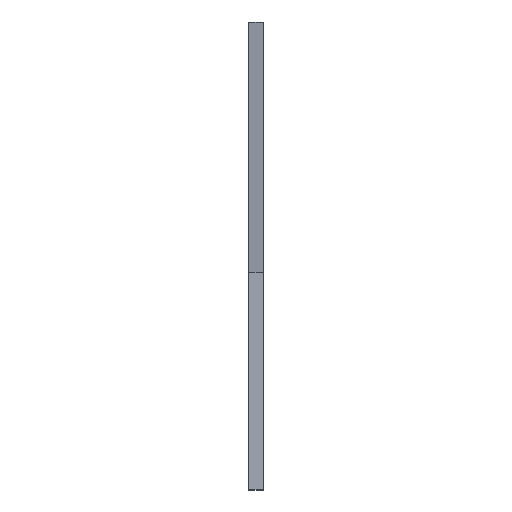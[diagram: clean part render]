
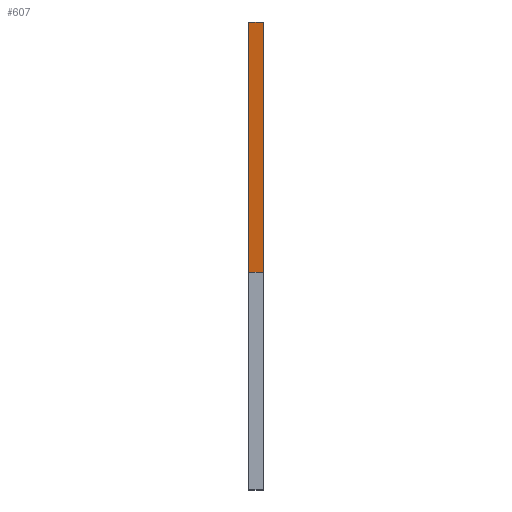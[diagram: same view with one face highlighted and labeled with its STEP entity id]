
A CAD part, front view. The second image highlights one B-rep face of the part: STEP entity #607.
In plain terms, the highlighted planar face has unit normal (0, -0.179, 0.984).
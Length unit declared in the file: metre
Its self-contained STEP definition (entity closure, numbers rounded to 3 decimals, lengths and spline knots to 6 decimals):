
#120=ORIENTED_EDGE('',*,*,#270,.T.);
#121=ORIENTED_EDGE('',*,*,#271,.F.);
#122=ORIENTED_EDGE('',*,*,#259,.F.);
#123=ORIENTED_EDGE('',*,*,#269,.T.);
#259=EDGE_CURVE('',#336,#337,#379,.T.);
#269=EDGE_CURVE('',#336,#343,#389,.T.);
#270=EDGE_CURVE('',#343,#344,#390,.T.);
#271=EDGE_CURVE('',#337,#344,#391,.T.);
#336=VERTEX_POINT('',#955);
#337=VERTEX_POINT('',#957);
#343=VERTEX_POINT('',#975);
#344=VERTEX_POINT('',#979);
#379=LINE('',#956,#421);
#389=LINE('',#976,#431);
#390=LINE('',#978,#432);
#391=LINE('',#980,#433);
#421=VECTOR('',#768,1.);
#431=VECTOR('',#784,1.);
#432=VECTOR('',#787,1.);
#433=VECTOR('',#788,1.);
#469=EDGE_LOOP('',(#120,#121,#122,#123));
#537=FACE_BOUND('',#469,.T.);
#593=PLANE('',#670);
#607=ADVANCED_FACE('',(#537),#593,.F.);
#670=AXIS2_PLACEMENT_3D('',#977,#785,#786);
#768=DIRECTION('',(0.,0.984,0.179));
#784=DIRECTION('',(1.,0.,0.));
#785=DIRECTION('',(0.,0.179,-0.984));
#786=DIRECTION('',(0.,0.984,0.179));
#787=DIRECTION('',(0.,0.984,0.179));
#788=DIRECTION('',(1.,0.,0.));
#955=CARTESIAN_POINT('',(-0.339292,-0.734659,0.058322));
#956=CARTESIAN_POINT('',(-0.339292,-0.504942,0.100175));
#957=CARTESIAN_POINT('',(-0.339292,-0.278401,0.14145));
#975=CARTESIAN_POINT('',(-0.33453,-0.734659,0.058322));
#976=CARTESIAN_POINT('',(-0.339292,-0.734659,0.058322));
#977=CARTESIAN_POINT('',(-0.339292,-0.504942,0.100175));
#978=CARTESIAN_POINT('',(-0.33453,-0.504942,0.100175));
#979=CARTESIAN_POINT('',(-0.33453,-0.278401,0.14145));
#980=CARTESIAN_POINT('',(-0.339292,-0.278401,0.14145));
